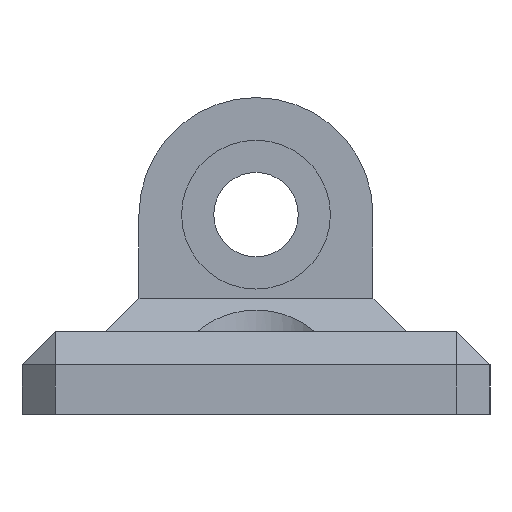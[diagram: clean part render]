
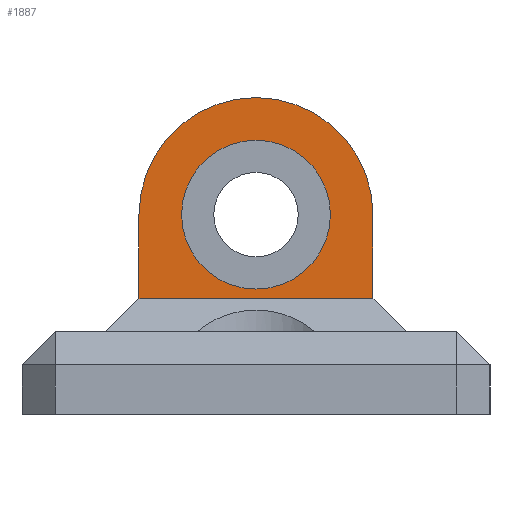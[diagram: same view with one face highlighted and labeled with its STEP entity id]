
A CAD part, left-side view. The second image highlights one B-rep face of the part: STEP entity #1887.
In plain terms, the highlighted planar face has unit normal (-1, 0, 0).
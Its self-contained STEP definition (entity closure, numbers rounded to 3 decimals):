
#45=FACE_BOUND('',#266,.T.);
#86=CIRCLE('',#2020,7.072);
#87=CIRCLE('',#2021,4.5);
#151=FACE_OUTER_BOUND('',#265,.T.);
#265=EDGE_LOOP('',(#1302,#1303,#1304,#1305));
#266=EDGE_LOOP('',(#1306));
#428=LINE('',#2812,#634);
#434=LINE('',#2823,#640);
#435=LINE('',#2827,#641);
#634=VECTOR('',#2237,10.);
#640=VECTOR('',#2245,10.);
#641=VECTOR('',#2250,10.);
#835=VERTEX_POINT('',#2809);
#836=VERTEX_POINT('',#2811);
#840=VERTEX_POINT('',#2821);
#841=VERTEX_POINT('',#2825);
#842=VERTEX_POINT('',#2828);
#1011=EDGE_CURVE('',#836,#835,#428,.T.);
#1017=EDGE_CURVE('',#840,#835,#434,.T.);
#1018=EDGE_CURVE('',#841,#840,#86,.T.);
#1019=EDGE_CURVE('',#836,#841,#435,.T.);
#1020=EDGE_CURVE('',#842,#842,#87,.T.);
#1302=ORIENTED_EDGE('',*,*,#1011,.T.);
#1303=ORIENTED_EDGE('',*,*,#1017,.F.);
#1304=ORIENTED_EDGE('',*,*,#1018,.F.);
#1305=ORIENTED_EDGE('',*,*,#1019,.F.);
#1306=ORIENTED_EDGE('',*,*,#1020,.F.);
#1801=PLANE('',#2019);
#1887=ADVANCED_FACE('',(#151,#45),#1801,.T.);
#2019=AXIS2_PLACEMENT_3D('',#2824,#2246,#2247);
#2020=AXIS2_PLACEMENT_3D('',#2826,#2248,#2249);
#2021=AXIS2_PLACEMENT_3D('',#2829,#2251,#2252);
#2237=DIRECTION('',(0.,-1.,0.));
#2245=DIRECTION('',(0.,0.,-1.));
#2246=DIRECTION('center_axis',(-1.,0.,0.));
#2247=DIRECTION('ref_axis',(0.,1.,0.));
#2248=DIRECTION('center_axis',(1.,0.,0.));
#2249=DIRECTION('ref_axis',(0.,1.,0.));
#2250=DIRECTION('',(0.,0.,1.));
#2251=DIRECTION('center_axis',(-1.,0.,0.));
#2252=DIRECTION('ref_axis',(0.,1.,0.));
#2809=CARTESIAN_POINT('',(31.176,-38.986,-46.02));
#2811=CARTESIAN_POINT('',(31.176,-24.842,-46.02));
#2812=CARTESIAN_POINT('',(31.176,-24.842,-46.02));
#2821=CARTESIAN_POINT('',(31.176,-38.986,-40.948));
#2823=CARTESIAN_POINT('',(31.176,-38.986,-33.876));
#2824=CARTESIAN_POINT('Origin',(31.176,-31.914,-40.948));
#2825=CARTESIAN_POINT('',(31.176,-24.842,-40.948));
#2826=CARTESIAN_POINT('Origin',(31.176,-31.914,-40.948));
#2827=CARTESIAN_POINT('',(31.176,-24.842,-48.02));
#2828=CARTESIAN_POINT('',(31.176,-36.414,-40.948));
#2829=CARTESIAN_POINT('Origin',(31.176,-31.914,-40.948));
